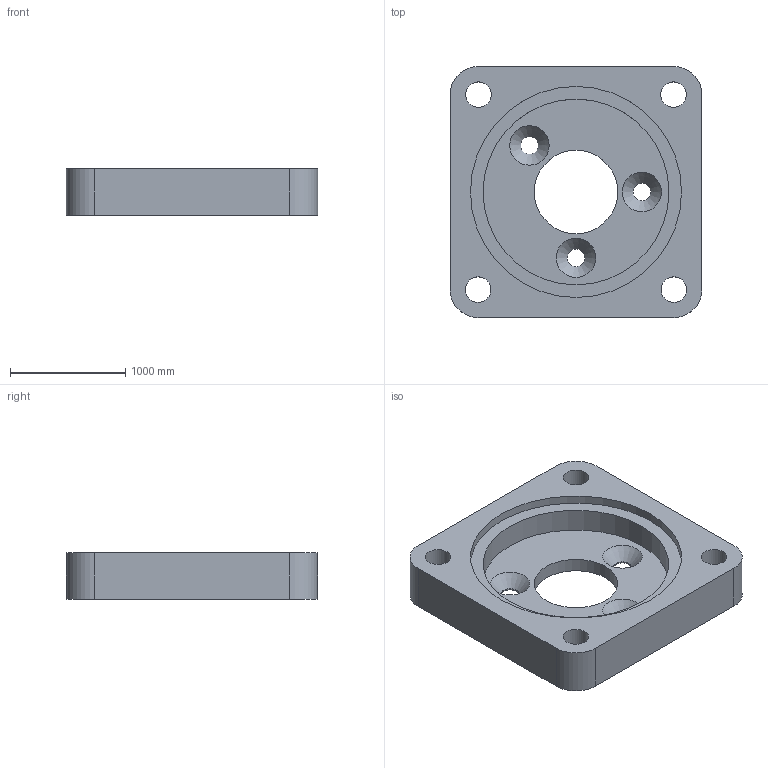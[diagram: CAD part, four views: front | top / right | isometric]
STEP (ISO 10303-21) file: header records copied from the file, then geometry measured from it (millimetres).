
FILE_DESCRIPTION(('FreeCAD Model'),'2;1');
FILE_NAME('Open CASCADE Shape Model','2025-09-20T20:00:21',(''),(''), 'Open CASCADE STEP processor 7.8','FreeCAD','Unknown');
FILE_SCHEMA(('AUTOMOTIVE_DESIGN { 1 0 10303 214 1 1 1 1 }'));
Length unit declared in the file: inch
Products named in the file (2): Part; Body
Assembly tree (1 placements, depth 2):
  Part
    Body
Bounding box: 2183.87 x 2180.64 x 403.23 mm (x, y, z)
Volume: 1148831558.8 mm3; surface area: 14542460.5 mm2
Topology: 1 solids, 1 shells, 25 faces, 60 edges, 39 vertices
Faces by surface type: cylinder 14, plane 8, cone 3
Full cylindrical faces by diameter (mm): 152.387 x3, 221.935 x4, 725.805 x1, 1612.9 x1, 1832.254 x1
Entity records: 817 total; most frequent: DIRECTION 145, CARTESIAN_POINT 126, ORIENTED_EDGE 120, EDGE_CURVE 60, AXIS2_PLACEMENT_3D 58, FACE_BOUND 43, EDGE_LOOP 43, VERTEX_POINT 39
